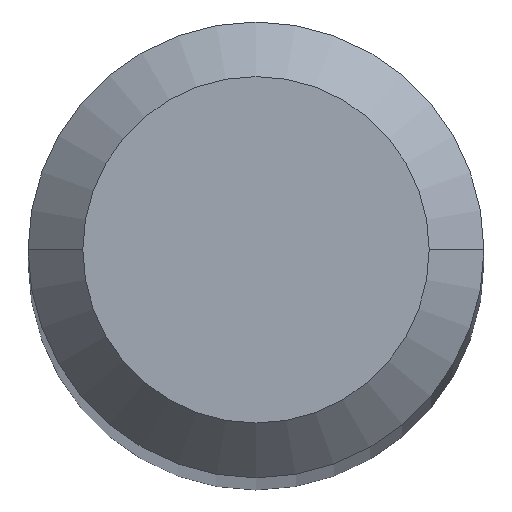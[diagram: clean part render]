
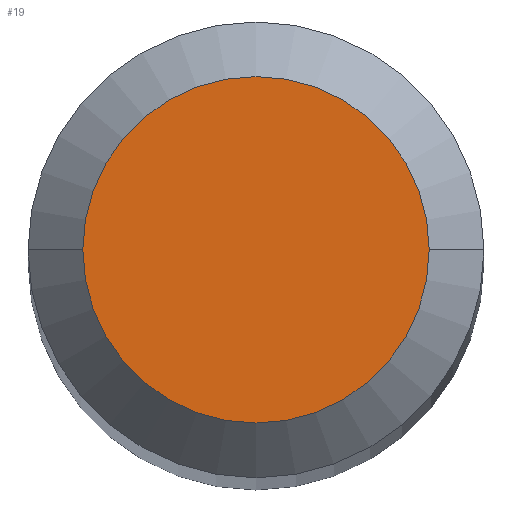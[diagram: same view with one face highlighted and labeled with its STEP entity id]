
A CAD part, top view. The second image highlights one B-rep face of the part: STEP entity #19.
In plain terms, the highlighted planar face has unit normal (0, 0, 1).
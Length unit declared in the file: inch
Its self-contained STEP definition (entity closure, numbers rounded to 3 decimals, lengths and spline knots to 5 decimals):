
#12 = DIRECTION ( 'NONE',  ( 0., 0., 1. ) ) ;
#17 = AXIS2_PLACEMENT_3D ( 'NONE', #387, #247, #378 ) ;
#19 = ADVANCED_FACE ( 'NONE', ( #202 ), #384, .F. ) ;
#50 = CIRCLE ( 'NONE', #17, 0.0475 ) ;
#63 = CARTESIAN_POINT ( 'NONE',  ( 0., 0.0475, 0. ) ) ;
#70 = EDGE_CURVE ( 'NONE', #145, #195, #50, .T. ) ;
#76 = CIRCLE ( 'NONE', #439, 0.0475 ) ;
#81 = CARTESIAN_POINT ( 'NONE',  ( 0.0475, 0., 0. ) ) ;
#97 = DIRECTION ( 'NONE',  ( 0., 0., -1. ) ) ;
#106 = EDGE_LOOP ( 'NONE', ( #400, #142 ) ) ;
#142 = ORIENTED_EDGE ( 'NONE', *, *, #210, .T. ) ;
#145 = VERTEX_POINT ( 'NONE', #452 ) ;
#195 = VERTEX_POINT ( 'NONE', #81 ) ;
#202 = FACE_OUTER_BOUND ( 'NONE', #106, .T. ) ;
#210 = EDGE_CURVE ( 'NONE', #195, #145, #76, .T. ) ;
#247 = DIRECTION ( 'NONE',  ( 0., 0., 1. ) ) ;
#325 = AXIS2_PLACEMENT_3D ( 'NONE', #63, #97, #420 ) ;
#337 = CARTESIAN_POINT ( 'NONE',  ( 0., 0., 0. ) ) ;
#340 = DIRECTION ( 'NONE',  ( 1., 0., 0. ) ) ;
#378 = DIRECTION ( 'NONE',  ( 1., 0., 0. ) ) ;
#384 = PLANE ( 'NONE',  #325 ) ;
#387 = CARTESIAN_POINT ( 'NONE',  ( 0., 0., 0. ) ) ;
#400 = ORIENTED_EDGE ( 'NONE', *, *, #70, .T. ) ;
#420 = DIRECTION ( 'NONE',  ( -1., 0., 0. ) ) ;
#439 = AXIS2_PLACEMENT_3D ( 'NONE', #337, #12, #340 ) ;
#452 = CARTESIAN_POINT ( 'NONE',  ( -0.0475, 0., 0. ) ) ;
